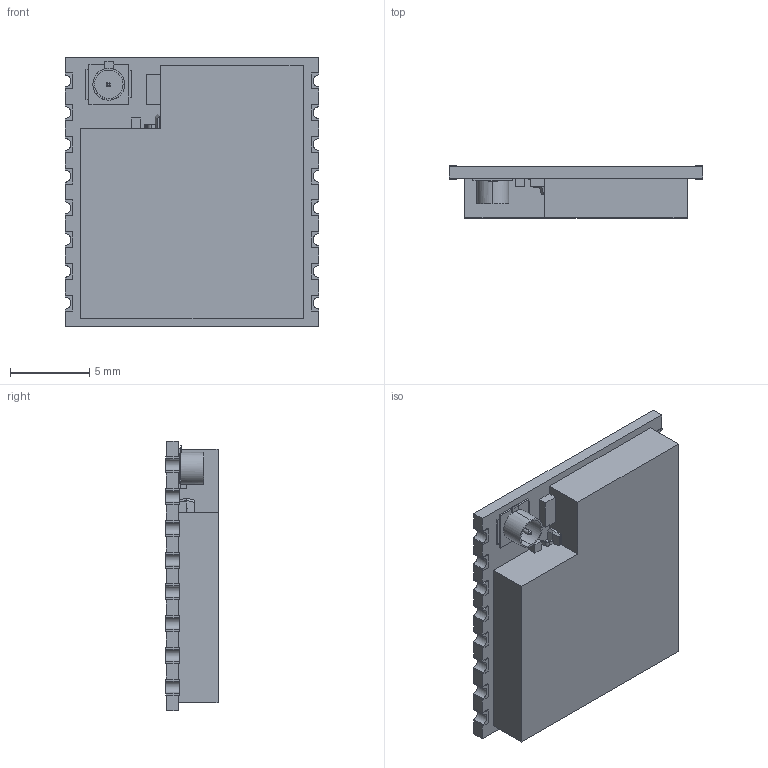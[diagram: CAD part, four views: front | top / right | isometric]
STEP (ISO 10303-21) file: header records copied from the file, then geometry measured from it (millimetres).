
FILE_DESCRIPTION(/* description */ (''),/* implementation_level */ '2;1');
FILE_NAME(/* name */ 'Layer 01_10.12.2018 10;54;51 AM',/* time_stamp */ '2018-10-12T10:54:59+03:00',/* author */ (''),/* organization */ (''),/* preprocessor_version */ 'ST-DEVELOPER v15',/* originating_system */ '',/* authorisation */ '');
FILE_SCHEMA (('AUTOMOTIVE_DESIGN'));
Length unit declared in the file: millimetre
Products named in the file (1): Document
Bounding box: 16 x 3.28 x 17 mm (x, y, z)
Volume: 715 mm3; surface area: 768.7 mm2
Topology: 1 solids, 1 shells, 327 faces, 828 edges, 507 vertices
Faces by surface type: plane 281, bspline 46
Entity records: 8653 total; most frequent: CARTESIAN_POINT 3080, ORIENTED_EDGE 1656, EDGE_CURVE 828, B_SPLINE_CURVE_WITH_KNOTS 754, VERTEX_POINT 507, EDGE_LOOP 331, ADVANCED_FACE 327, FACE_OUTER_BOUND 327
